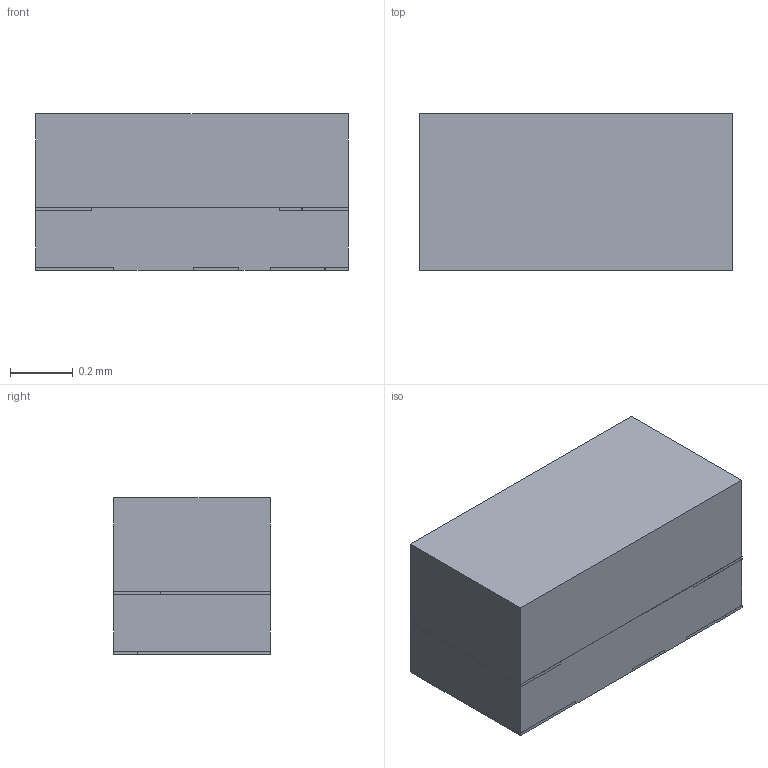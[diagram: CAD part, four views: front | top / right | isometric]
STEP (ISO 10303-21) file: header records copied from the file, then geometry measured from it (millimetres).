
FILE_DESCRIPTION(/* description */ ('Unknown'),/* implementation_level */ '2;1');
FILE_NAME(/* name */ '154040xxBA400_r',/* time_stamp */ '2018-07-16T15:13:34+02:00',/* author */ ('Unknown'),/* organization */ ('Unknown'),/* preprocessor_version */ 'ST-DEVELOPER v16.7',/* originating_system */ 'DEX',/* authorisation */ $);
FILE_SCHEMA (('AUTOMOTIVE_DESIGN {1 0 10303 214 3 1 1}'));
Length unit declared in the file: millimetre
Products named in the file (4): 154040xxBA400_r; PCB; Resin; Pins
Assembly tree (3 placements, depth 2):
  154040xxBA400_r
    PCB
    Resin
    Pins
Bounding box: 1 x 0.5 x 0.5 mm (x, y, z)
Volume: 0.3 mm3; surface area: 5.3 mm2
Topology: 10 solids, 10 shells, 130 faces, 308 edges, 204 vertices
Faces by surface type: plane 106, cylinder 21, torus 2, bspline 1
Full cylindrical faces by diameter (mm): 0.015 x3, 0.075 x2
Entity records: 4118 total; most frequent: CARTESIAN_POINT 713, DIRECTION 606, ORIENTED_EDGE 600, EDGE_CURVE 300, LINE 256, VECTOR 256, VERTEX_POINT 204, AXIS2_PLACEMENT_3D 175
